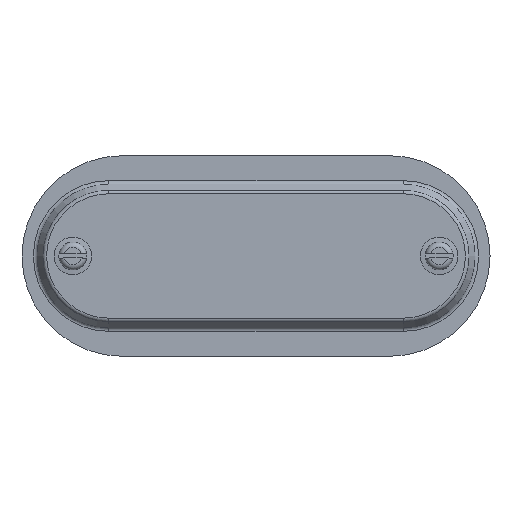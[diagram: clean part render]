
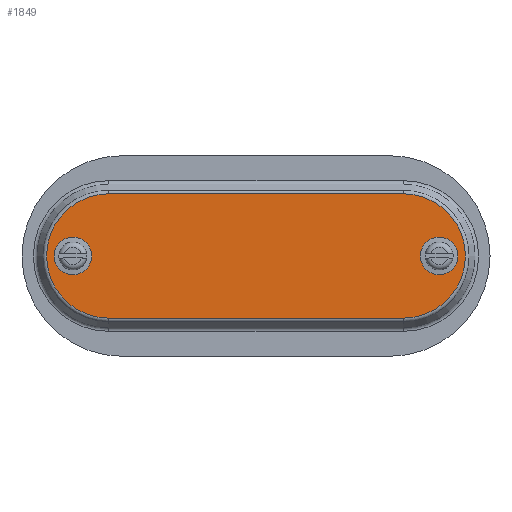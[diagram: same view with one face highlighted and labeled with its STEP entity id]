
A CAD part, top view. The second image highlights one B-rep face of the part: STEP entity #1849.
In plain terms, the highlighted planar face has unit normal (0, 0, 1).
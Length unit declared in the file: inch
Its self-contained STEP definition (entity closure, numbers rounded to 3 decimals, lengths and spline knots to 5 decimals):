
#175=FACE_BOUND('',#322,.T.);
#176=FACE_BOUND('',#323,.T.);
#202=FACE_OUTER_BOUND('',#321,.T.);
#321=EDGE_LOOP('',(#1255,#1256,#1257,#1258));
#322=EDGE_LOOP('',(#1259));
#323=EDGE_LOOP('',(#1260));
#467=CIRCLE('',#2062,0.93002);
#468=CIRCLE('',#2063,0.93002);
#469=CIRCLE('',#2064,0.121);
#470=CIRCLE('',#2065,0.121);
#565=LINE('',#2832,#685);
#566=LINE('',#2836,#686);
#685=VECTOR('',#2281,4.405);
#686=VECTOR('',#2284,4.405);
#805=VERTEX_POINT('',#2830);
#806=VERTEX_POINT('',#2831);
#807=VERTEX_POINT('',#2833);
#808=VERTEX_POINT('',#2835);
#809=VERTEX_POINT('',#2838);
#810=VERTEX_POINT('',#2840);
#983=EDGE_CURVE('',#805,#806,#565,.T.);
#984=EDGE_CURVE('',#806,#807,#467,.T.);
#985=EDGE_CURVE('',#807,#808,#566,.T.);
#986=EDGE_CURVE('',#808,#805,#468,.T.);
#987=EDGE_CURVE('',#809,#809,#469,.T.);
#988=EDGE_CURVE('',#810,#810,#470,.T.);
#1255=ORIENTED_EDGE('',*,*,#983,.T.);
#1256=ORIENTED_EDGE('',*,*,#984,.T.);
#1257=ORIENTED_EDGE('',*,*,#985,.T.);
#1258=ORIENTED_EDGE('',*,*,#986,.T.);
#1259=ORIENTED_EDGE('',*,*,#987,.T.);
#1260=ORIENTED_EDGE('',*,*,#988,.T.);
#1799=PLANE('',#2061);
#1849=ADVANCED_FACE('',(#202,#175,#176),#1799,.T.);
#2061=AXIS2_PLACEMENT_3D('',#2829,#2279,#2280);
#2062=AXIS2_PLACEMENT_3D('',#2834,#2282,#2283);
#2063=AXIS2_PLACEMENT_3D('',#2837,#2285,#2286);
#2064=AXIS2_PLACEMENT_3D('',#2839,#2287,#2288);
#2065=AXIS2_PLACEMENT_3D('',#2841,#2289,#2290);
#2279=DIRECTION('center_axis',(0.,0.,1.));
#2280=DIRECTION('ref_axis',(1.,0.,0.));
#2281=DIRECTION('',(1.,0.,0.));
#2282=DIRECTION('center_axis',(0.,0.,1.));
#2283=DIRECTION('ref_axis',(1.,0.,0.));
#2284=DIRECTION('',(-1.,0.,0.));
#2285=DIRECTION('center_axis',(0.,0.,1.));
#2286=DIRECTION('ref_axis',(1.,0.,0.));
#2287=DIRECTION('center_axis',(0.,0.,-1.));
#2288=DIRECTION('ref_axis',(-1.,0.,0.));
#2289=DIRECTION('center_axis',(0.,0.,-1.));
#2290=DIRECTION('ref_axis',(-1.,0.,0.));
#2829=CARTESIAN_POINT('Origin',(-2.,0.,0.2725));
#2830=CARTESIAN_POINT('',(-2.2025,-0.93002,0.2725));
#2831=CARTESIAN_POINT('',(2.2025,-0.93002,0.2725));
#2832=CARTESIAN_POINT('',(-2.2025,-0.93002,0.2725));
#2833=CARTESIAN_POINT('',(2.2025,0.93002,0.2725));
#2834=CARTESIAN_POINT('Origin',(2.2025,0.,0.2725));
#2835=CARTESIAN_POINT('',(-2.2025,0.93002,0.2725));
#2836=CARTESIAN_POINT('',(2.2025,0.93002,0.2725));
#2837=CARTESIAN_POINT('Origin',(-2.2025,0.,0.2725));
#2838=CARTESIAN_POINT('',(-2.861,0.,0.2725));
#2839=CARTESIAN_POINT('Origin',(-2.74,0.,0.2725));
#2840=CARTESIAN_POINT('',(2.619,0.,0.2725));
#2841=CARTESIAN_POINT('Origin',(2.74,0.,0.2725));
